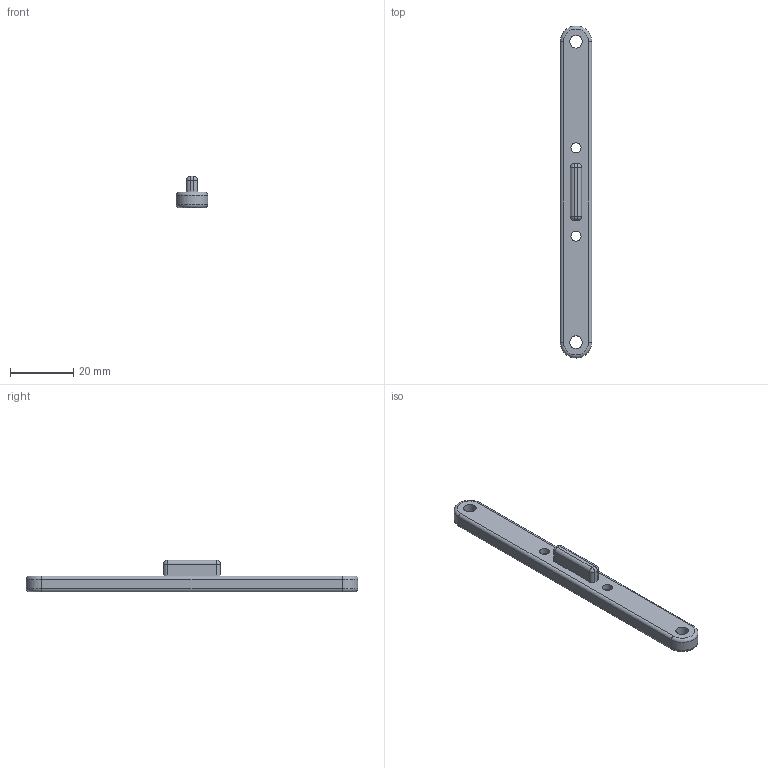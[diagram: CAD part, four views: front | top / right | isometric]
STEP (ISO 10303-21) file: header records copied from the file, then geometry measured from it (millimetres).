
FILE_DESCRIPTION(('FreeCAD Model'),'2;1');
FILE_NAME('y-arm-frog-x2.step', '2021-07-28T13:54:33',('Author'),(''), 'Open CASCADE STEP processor 7.3','FreeCAD','Unknown');
FILE_SCHEMA(('AUTOMOTIVE_DESIGN { 1 0 10303 214 1 1 1 1 }'));
Length unit declared in the file: millimetre
Products named in the file (1): holding-arm_(Mirror_#9)
Bounding box: 10 x 105.25 x 10 mm (x, y, z)
Volume: 5029.8 mm3; surface area: 3359.8 mm2
Topology: 1 solids, 1 shells, 39 faces, 86 edges, 48 vertices
Faces by surface type: cylinder 20, plane 11, torus 4, sphere 4
Full cylindrical faces by diameter (mm): 3.2 x2, 4 x2, 6 x2
Entity records: 2188 total; most frequent: CARTESIAN_POINT 424, DIRECTION 355, LINE 182, VECTOR 182, ORIENTED_EDGE 164, PCURVE 164, DEFINITIONAL_REPRESENTATION 164, AXIS2_PLACEMENT_3D 84
